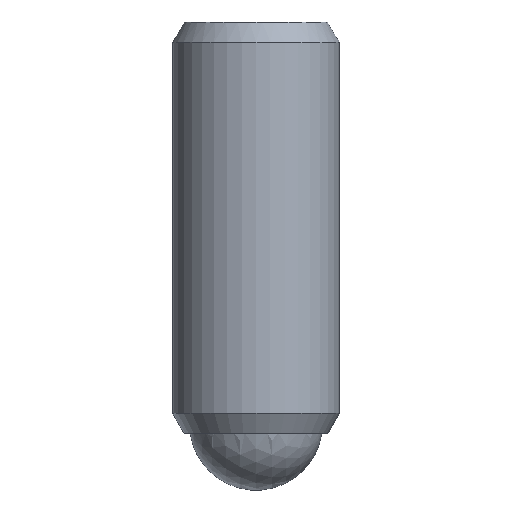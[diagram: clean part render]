
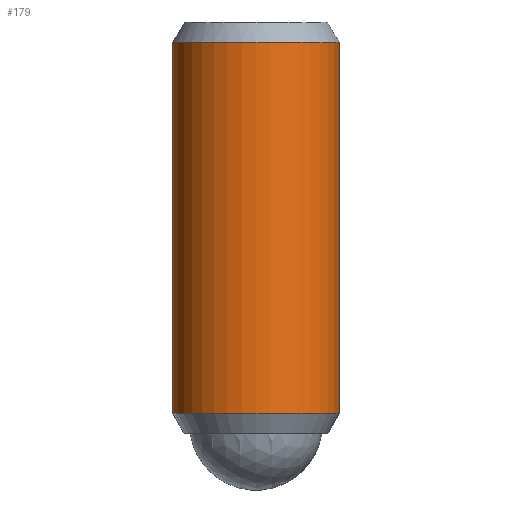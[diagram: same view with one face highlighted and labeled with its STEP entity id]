
A CAD part, front view. The second image highlights one B-rep face of the part: STEP entity #179.
In plain terms, the highlighted cylindrical face has radius 2.415 mm (diameter 4.83 mm), a partial arc.
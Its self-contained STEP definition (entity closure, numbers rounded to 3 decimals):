
#87=EDGE_CURVE('',#161,#143,#230,.T.);
#91=EDGE_CURVE('',#123,#127,#234,.T.);
#123=VERTEX_POINT('',#270);
#127=VERTEX_POINT('',#274);
#139=EDGE_CURVE('',#123,#161,#287,.T.);
#143=VERTEX_POINT('',#291);
#153=EDGE_CURVE('',#143,#127,#301,.T.);
#161=VERTEX_POINT('',#312);
#179=ADVANCED_FACE('',(#332),#333,.T.);
#230=CIRCLE('',#379,2.415);
#234=CIRCLE('',#384,2.415);
#270=CARTESIAN_POINT('',(-2.415,0.,12.97));
#274=CARTESIAN_POINT('',(2.415,0.,12.97));
#287=LINE('',#464,#465);
#291=CARTESIAN_POINT('',(2.415,0.,2.23));
#301=LINE('',#495,#496);
#312=CARTESIAN_POINT('',(-2.415,0.,2.23));
#332=FACE_OUTER_BOUND('',#532,.T.);
#333=CYLINDRICAL_SURFACE('',#533,2.415);
#379=AXIS2_PLACEMENT_3D('',#595,#596,#597);
#384=AXIS2_PLACEMENT_3D('',#598,#599,#600);
#464=CARTESIAN_POINT('',(-2.415,0.,7.6));
#465=VECTOR('',#672,1.0);
#495=CARTESIAN_POINT('',(2.415,0.,7.6));
#496=VECTOR('',#678,1.0);
#532=EDGE_LOOP('',(#723,#724,#725,#726));
#533=AXIS2_PLACEMENT_3D('',#727,#728,#729);
#595=CARTESIAN_POINT('',(0.,0.0,2.23));
#596=DIRECTION('',(0.,0.0,1.0));
#597=DIRECTION('',(1.0,0.,0.));
#598=CARTESIAN_POINT('',(0.,0.0,12.97));
#599=DIRECTION('',(0.,0.0,1.0));
#600=DIRECTION('',(1.0,0.,0.));
#672=DIRECTION('',(0.,-0.0,-1.0));
#678=DIRECTION('',(0.,0.0,1.0));
#723=ORIENTED_EDGE('',*,*,#153,.T.);
#724=ORIENTED_EDGE('',*,*,#91,.F.);
#725=ORIENTED_EDGE('',*,*,#139,.T.);
#726=ORIENTED_EDGE('',*,*,#87,.T.);
#727=CARTESIAN_POINT('',(0.,0.0,7.6));
#728=DIRECTION('',(0.,-0.0,-1.0));
#729=DIRECTION('',(1.0,0.,0.));
